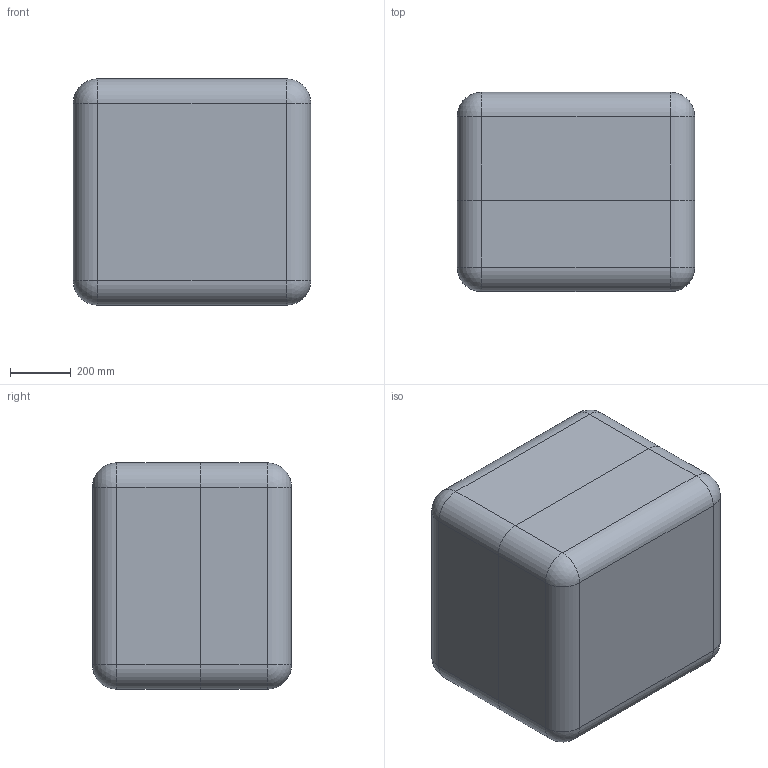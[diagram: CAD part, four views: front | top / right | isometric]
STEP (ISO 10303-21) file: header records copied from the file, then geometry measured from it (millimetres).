
FILE_DESCRIPTION (( 'STEP AP214' ), '1' );
FILE_NAME ('Êîíòåéíåð ÀÄÌÈÐÀË®ÏÐÎÔÅÑÑÈÎÍÀËÜÍÛÅ 101_óïðîùåííàÿ 3D-ìîäåëü.STEP', '2025-08-26T08:16:41', ( '' ), ( '' ), 'SwSTEP 2.0', 'SolidWorks 2021', '' );
FILE_SCHEMA (( 'AUTOMOTIVE_DESIGN' ));
Length unit declared in the file: millimetre
Products named in the file (3): Base 100(óïð); êîðïóñ 097 óïð; Êîíòåéíåð ÀÄÌÈÐÀË®ÏÐÎÔÅÑÑÈÎÍÀËÜÍÛÅ 101_óïðîùåííàÿ 3D-ìîäåëü
Assembly tree (2 placements, depth 2):
  Êîíòåéíåð ÀÄÌÈÐÀË®ÏÐÎÔÅÑÑÈÎÍÀËÜÍÛÅ 101_óïðîùåííàÿ 3D-ìîäåëü
    êîðïóñ 097 óïð
    Base 100(óïð)
Bounding box: 782.58 x 656.34 x 745.44 mm (x, y, z)
Volume: 142755123.5 mm3; surface area: 6494353.4 mm2
Topology: 2 solids, 2 shells, 1826 faces, 4524 edges, 2596 vertices
Faces by surface type: cylinder 738, bspline 368, torus 364, plane 308, sphere 32, cone 16
Entity records: 69215 total; most frequent: CARTESIAN_POINT 28872, ORIENTED_EDGE 8832, DIRECTION 8226, EDGE_CURVE 4416, AXIS2_PLACEMENT_3D 3355, VERTEX_POINT 2596, CIRCLE 1892, EDGE_LOOP 1844
